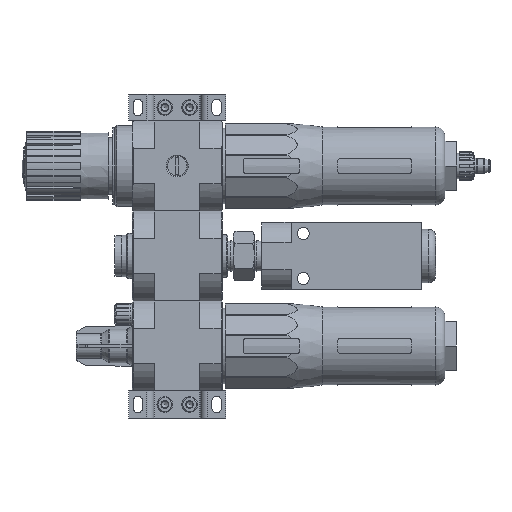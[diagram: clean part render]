
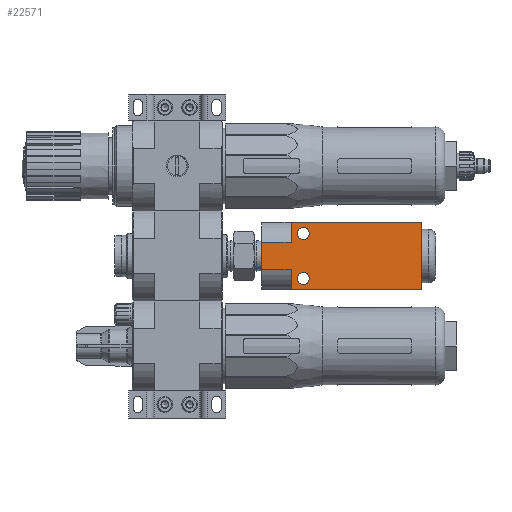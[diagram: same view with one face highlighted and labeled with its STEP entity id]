
A CAD part, left-side view. The second image highlights one B-rep face of the part: STEP entity #22571.
In plain terms, the highlighted planar face has unit normal (-1, 0, 0).
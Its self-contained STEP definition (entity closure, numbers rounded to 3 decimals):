
#1883=CIRCLE('',#31230,2.65);
#1884=CIRCLE('',#31231,2.65);
#5977=ORIENTED_EDGE('',*,*,#10694,.T.);
#5978=ORIENTED_EDGE('',*,*,#10695,.T.);
#5979=ORIENTED_EDGE('',*,*,#10696,.T.);
#5980=ORIENTED_EDGE('',*,*,#10697,.T.);
#5981=ORIENTED_EDGE('',*,*,#10698,.F.);
#5982=ORIENTED_EDGE('',*,*,#10435,.F.);
#5983=ORIENTED_EDGE('',*,*,#10699,.T.);
#5984=ORIENTED_EDGE('',*,*,#10700,.T.);
#5985=ORIENTED_EDGE('',*,*,#10701,.F.);
#5986=ORIENTED_EDGE('',*,*,#10692,.T.);
#10435=EDGE_CURVE('',#13152,#13146,#15021,.T.);
#10692=EDGE_CURVE('',#13363,#13362,#15247,.T.);
#10694=EDGE_CURVE('',#13364,#13364,#1883,.T.);
#10695=EDGE_CURVE('',#13365,#13365,#1884,.T.);
#10696=EDGE_CURVE('',#13362,#13366,#15249,.T.);
#10697=EDGE_CURVE('',#13366,#13367,#15250,.T.);
#10698=EDGE_CURVE('',#13146,#13367,#15251,.T.);
#10699=EDGE_CURVE('',#13152,#13368,#15252,.T.);
#10700=EDGE_CURVE('',#13368,#13369,#15253,.T.);
#10701=EDGE_CURVE('',#13363,#13369,#15254,.T.);
#13146=VERTEX_POINT('',#43260);
#13152=VERTEX_POINT('',#43272);
#13362=VERTEX_POINT('',#43806);
#13363=VERTEX_POINT('',#43808);
#13364=VERTEX_POINT('',#43812);
#13365=VERTEX_POINT('',#43814);
#13366=VERTEX_POINT('',#43816);
#13367=VERTEX_POINT('',#43818);
#13368=VERTEX_POINT('',#43821);
#13369=VERTEX_POINT('',#43823);
#15021=LINE('',#43273,#16682);
#15247=LINE('',#43807,#16908);
#15249=LINE('',#43815,#16910);
#15250=LINE('',#43817,#16911);
#15251=LINE('',#43819,#16912);
#15252=LINE('',#43820,#16913);
#15253=LINE('',#43822,#16914);
#15254=LINE('',#43824,#16915);
#16682=VECTOR('',#35834,1000.);
#16908=VECTOR('',#36224,1000.);
#16910=VECTOR('',#36232,1000.);
#16911=VECTOR('',#36233,1000.);
#16912=VECTOR('',#36234,1000.);
#16913=VECTOR('',#36235,1000.);
#16914=VECTOR('',#36236,1000.);
#16915=VECTOR('',#36237,1000.);
#18582=EDGE_LOOP('',(#5977));
#18583=EDGE_LOOP('',(#5978));
#18584=EDGE_LOOP('',(#5979,#5980,#5981,#5982,#5983,#5984,#5985,#5986));
#20323=FACE_BOUND('',#18582,.T.);
#20324=FACE_BOUND('',#18583,.T.);
#20325=FACE_BOUND('',#18584,.T.);
#21465=PLANE('',#31229);
#22571=ADVANCED_FACE('',(#20323,#20324,#20325),#21465,.F.);
#31229=AXIS2_PLACEMENT_3D('',#43810,#36226,#36227);
#31230=AXIS2_PLACEMENT_3D('',#43811,#36228,#36229);
#31231=AXIS2_PLACEMENT_3D('',#43813,#36230,#36231);
#35834=DIRECTION('',(0.,0.,-1.));
#36224=DIRECTION('',(0.,0.,-1.));
#36226=DIRECTION('',(1.,0.,0.));
#36227=DIRECTION('',(0.,0.,-1.));
#36228=DIRECTION('',(1.,0.,0.));
#36229=DIRECTION('',(0.,0.,-1.));
#36230=DIRECTION('',(1.,0.,0.));
#36231=DIRECTION('',(0.,0.,-1.));
#36232=DIRECTION('',(0.,-1.,0.));
#36233=DIRECTION('',(0.,0.,1.));
#36234=DIRECTION('',(0.,1.,0.));
#36235=DIRECTION('',(0.,1.,0.));
#36236=DIRECTION('',(0.,0.,1.));
#36237=DIRECTION('',(0.,-1.,0.));
#43260=CARTESIAN_POINT('',(0.,0.,-6.));
#43272=CARTESIAN_POINT('',(0.,0.,6.));
#43273=CARTESIAN_POINT('',(0.,0.,15.));
#43806=CARTESIAN_POINT('',(0.,71.2,-15.));
#43807=CARTESIAN_POINT('',(0.,71.2,15.));
#43808=CARTESIAN_POINT('',(0.,71.2,15.));
#43810=CARTESIAN_POINT('',(0.,71.2,15.));
#43811=CARTESIAN_POINT('',(0.,18.5,-10.));
#43812=CARTESIAN_POINT('',(0.,18.5,-12.65));
#43813=CARTESIAN_POINT('',(0.,18.5,10.));
#43814=CARTESIAN_POINT('',(0.,18.5,7.35));
#43815=CARTESIAN_POINT('',(0.,71.2,-15.));
#43816=CARTESIAN_POINT('',(0.,13.1,-15.));
#43817=CARTESIAN_POINT('',(0.,13.1,15.));
#43818=CARTESIAN_POINT('',(0.,13.1,-6.));
#43819=CARTESIAN_POINT('',(0.,-1.9,-6.));
#43820=CARTESIAN_POINT('',(0.,-1.9,6.));
#43821=CARTESIAN_POINT('',(0.,13.1,6.));
#43822=CARTESIAN_POINT('',(0.,13.1,15.));
#43823=CARTESIAN_POINT('',(0.,13.1,15.));
#43824=CARTESIAN_POINT('',(0.,71.2,15.));
